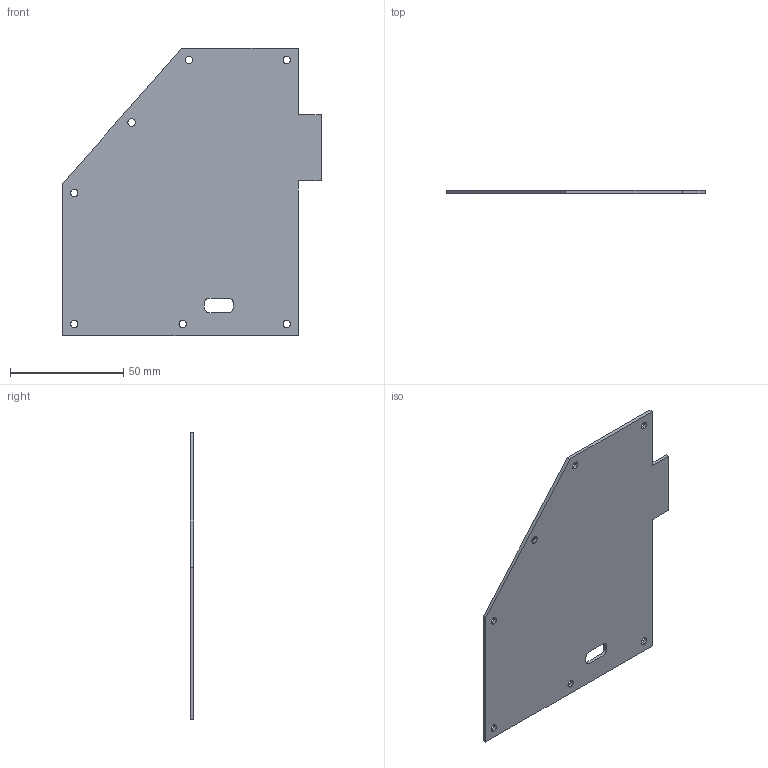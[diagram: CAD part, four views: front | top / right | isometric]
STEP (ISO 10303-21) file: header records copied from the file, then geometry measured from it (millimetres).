
FILE_DESCRIPTION (( 'STEP AP203' ), '1' );
FILE_NAME ('AtomRightPlateAP2.3.STEP', '2022-04-24T19:26:43', ( '' ), ( '' ), 'SwSTEP 2.0', 'SolidWorks 2021', '' );
FILE_SCHEMA (( 'CONFIG_CONTROL_DESIGN' ));
Length unit declared in the file: millimetre
Products named in the file (1): AtomRightPlateAP2.3
Bounding box: 114.3 x 1.5 x 127 mm (x, y, z)
Volume: 17727.8 mm3; surface area: 24472.7 mm2
Topology: 1 solids, 1 shells, 33 faces, 93 edges, 62 vertices
Faces by surface type: cylinder 18, plane 15
Entity records: 1192 total; most frequent: DIRECTION 197, CARTESIAN_POINT 189, ORIENTED_EDGE 186, EDGE_CURVE 93, AXIS2_PLACEMENT_3D 70, VERTEX_POINT 62, VECTOR 57, LINE 57
